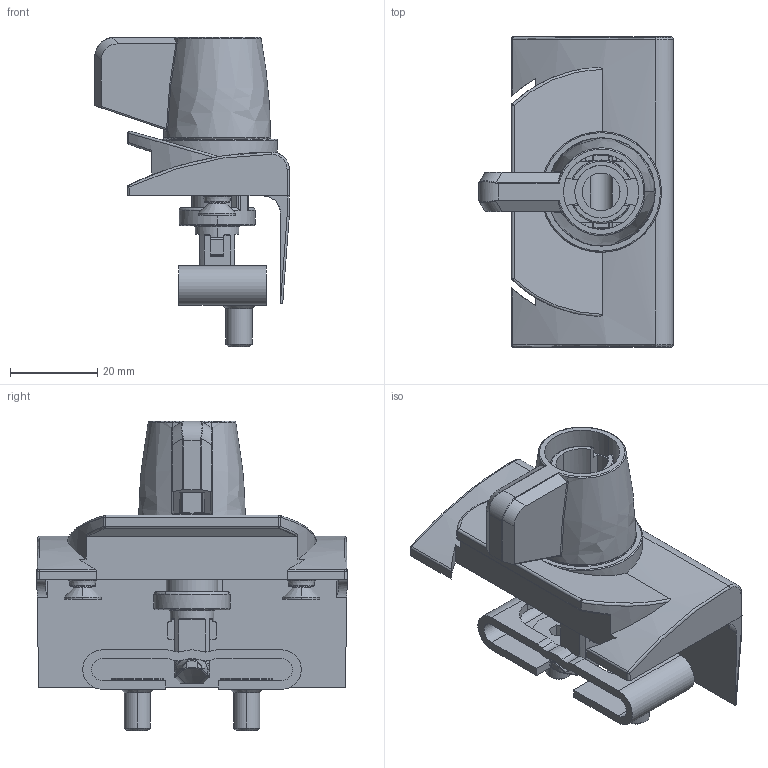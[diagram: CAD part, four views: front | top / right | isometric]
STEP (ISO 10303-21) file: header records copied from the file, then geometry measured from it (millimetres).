
FILE_DESCRIPTION(('STEP AP214'),'1');
FILE_NAME('cctmp_D6FE954C-1C0D-4E74-8007-8F5B83AAC303_2024_05_23_12_38_12_0236..stp','2024-05-23T10:38:13',('SIEMENS A&D'),('CADClick - www.CADClick.com'),'Spatial InterOp 3D',' ','unknown authorization');
FILE_SCHEMA(('AUTOMOTIVE_DESIGN'));
Length unit declared in the file: millimetre
Products named in the file (9): cc_unnamed; 2024_05_23_12_38_12_0196; 2024_05_23_12_38_12_0155; 2024_05_23_12_38_12_0115; 2024_05_23_12_38_12_0074; 2024_05_23_12_38_12_0034; 2024_05_23_12_38_11_0993; 2024_05_23_12_38_11_0953; 2024_05_23_12_38_11_0913
Assembly tree (8 placements, depth 2):
  cc_unnamed
    2024_05_23_12_38_12_0196
    2024_05_23_12_38_12_0155
    2024_05_23_12_38_12_0115
    2024_05_23_12_38_12_0074
    2024_05_23_12_38_12_0034
    2024_05_23_12_38_11_0993
    2024_05_23_12_38_11_0953
    2024_05_23_12_38_11_0913
Bounding box: 44.5 x 71 x 70.8 mm (x, y, z)
Volume: 30212.8 mm3; surface area: 29560.2 mm2
Topology: 8 solids, 8 shells, 804 faces, 2111 edges, 1301 vertices
Faces by surface type: plane 298, cylinder 280, bspline 100, torus 71, sphere 33, cone 22
Full cylindrical faces by diameter (mm): 3 x2, 4.3 x2, 24.8 x1
Entity records: 47131 total; most frequent: CARTESIAN_POINT 21503, ORIENTED_EDGE 4104, DIRECTION 3773, EDGE_CURVE 2052, AXIS2_PLACEMENT_3D 1397, VERTEX_POINT 1292, LINE 979, VECTOR 979
